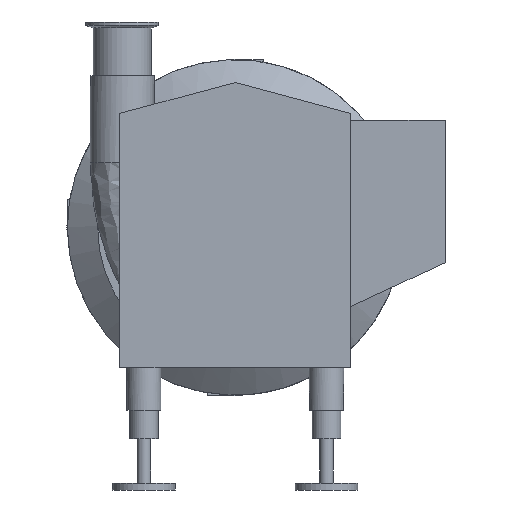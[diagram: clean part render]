
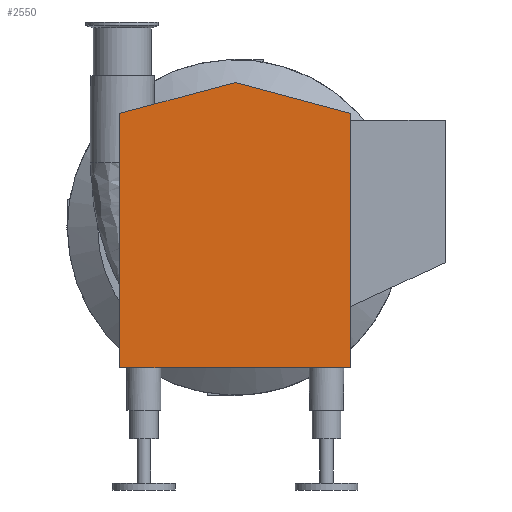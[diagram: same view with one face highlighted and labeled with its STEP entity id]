
A CAD part, left-side view. The second image highlights one B-rep face of the part: STEP entity #2550.
In plain terms, the highlighted planar face has unit normal (-1, 0, 0).
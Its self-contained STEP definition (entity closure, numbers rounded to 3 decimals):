
#96=PLANE('',#2759);
#221=FACE_OUTER_BOUND('',#385,.T.);
#385=EDGE_LOOP('',(#1941,#1942,#1943,#1944,#1945));
#622=LINE('',#3782,#866);
#683=LINE('',#3957,#927);
#685=LINE('',#3961,#929);
#687=LINE('',#3965,#931);
#689=LINE('',#3968,#933);
#866=VECTOR('',#3002,10.);
#927=VECTOR('',#3181,10.);
#929=VECTOR('',#3185,10.);
#931=VECTOR('',#3189,10.);
#933=VECTOR('',#3193,10.);
#1120=VERTEX_POINT('',#3779);
#1121=VERTEX_POINT('',#3781);
#1176=VERTEX_POINT('',#3956);
#1177=VERTEX_POINT('',#3960);
#1178=VERTEX_POINT('',#3964);
#1369=EDGE_CURVE('',#1120,#1121,#622,.T.);
#1453=EDGE_CURVE('',#1176,#1120,#683,.T.);
#1455=EDGE_CURVE('',#1121,#1177,#685,.T.);
#1457=EDGE_CURVE('',#1177,#1178,#687,.T.);
#1459=EDGE_CURVE('',#1178,#1176,#689,.T.);
#1941=ORIENTED_EDGE('',*,*,#1453,.F.);
#1942=ORIENTED_EDGE('',*,*,#1459,.F.);
#1943=ORIENTED_EDGE('',*,*,#1457,.F.);
#1944=ORIENTED_EDGE('',*,*,#1455,.F.);
#1945=ORIENTED_EDGE('',*,*,#1369,.F.);
#2550=ADVANCED_FACE('',(#221),#96,.F.);
#2759=AXIS2_PLACEMENT_3D('',#3969,#3194,#3195);
#3002=DIRECTION('',(0.,1.,0.));
#3181=DIRECTION('',(0.,0.,-1.));
#3185=DIRECTION('',(0.,0.,1.));
#3189=DIRECTION('',(0.,-0.966,0.259));
#3193=DIRECTION('',(0.,-0.966,-0.259));
#3194=DIRECTION('center_axis',(1.,0.,0.));
#3195=DIRECTION('ref_axis',(0.,0.,-1.));
#3779=CARTESIAN_POINT('',(-329.5,-101.2,-123.));
#3781=CARTESIAN_POINT('',(-329.5,101.,-123.));
#3782=CARTESIAN_POINT('',(-329.5,-101.2,-123.));
#3956=CARTESIAN_POINT('',(-329.5,-101.2,99.884));
#3957=CARTESIAN_POINT('',(-329.5,-101.2,95.884));
#3960=CARTESIAN_POINT('',(-329.5,101.,99.937));
#3961=CARTESIAN_POINT('',(-329.5,101.,-123.));
#3964=CARTESIAN_POINT('',(-329.5,0.,127.));
#3965=CARTESIAN_POINT('',(-329.5,101.2,99.884));
#3968=CARTESIAN_POINT('',(-329.5,0.,127.));
#3969=CARTESIAN_POINT('Origin',(-329.5,0.,-9.295));
